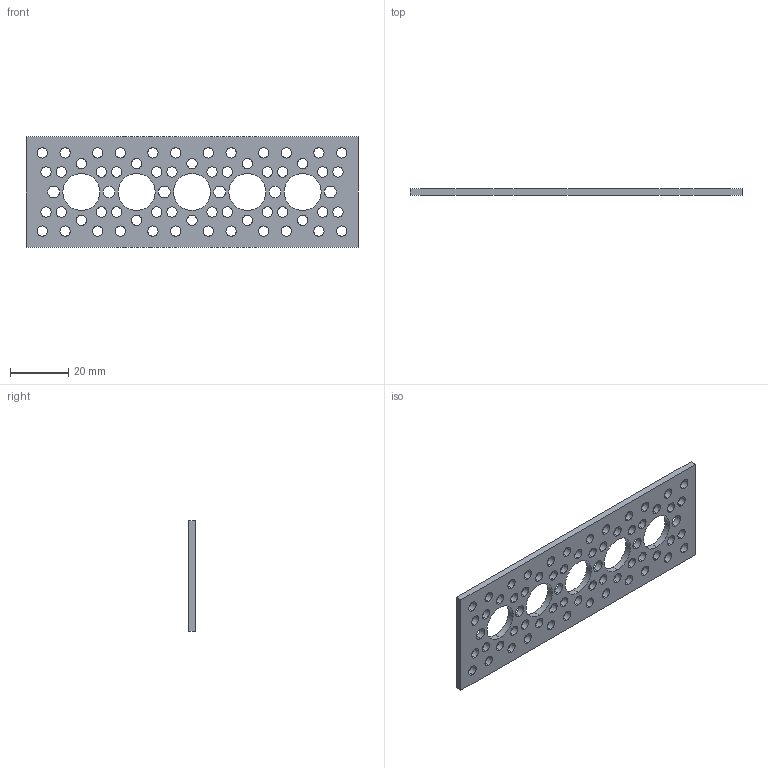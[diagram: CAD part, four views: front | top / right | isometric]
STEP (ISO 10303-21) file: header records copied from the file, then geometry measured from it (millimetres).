
FILE_DESCRIPTION (( 'STEP AP203' ), '1' );
FILE_NAME ('585722.STEP', '2016-10-24T16:39:42', ( '' ), ( '' ), 'SwSTEP 2.0', 'SolidWorks 2014', '' );
FILE_SCHEMA (( 'CONFIG_CONTROL_DESIGN' ));
Length unit declared in the file: inch
Products named in the file (1): 585722
Bounding box: 114.3 x 2.29 x 38.1 mm (x, y, z)
Volume: 7006.7 mm3; surface area: 8940.2 mm2
Topology: 1 solids, 1 shells, 144 faces, 426 edges, 284 vertices
Faces by surface type: cylinder 138, plane 6
Entity records: 5341 total; most frequent: DIRECTION 992, CARTESIAN_POINT 855, ORIENTED_EDGE 852, EDGE_CURVE 426, AXIS2_PLACEMENT_3D 421, VERTEX_POINT 284, EDGE_LOOP 282, CIRCLE 276
